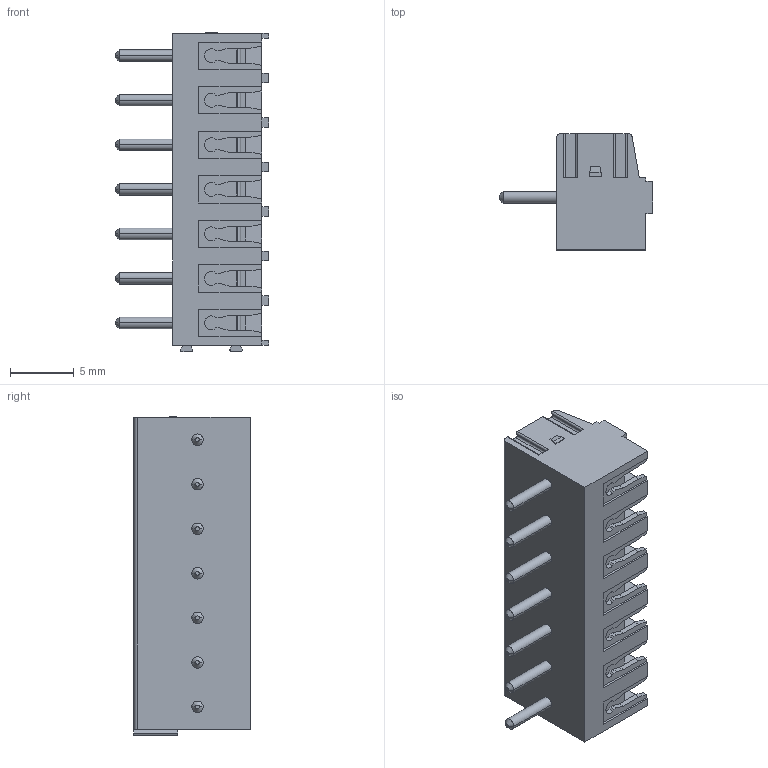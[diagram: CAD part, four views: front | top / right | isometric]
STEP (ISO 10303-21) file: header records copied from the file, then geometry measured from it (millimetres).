
FILE_DESCRIPTION((''),'2;1');
FILE_NAME('TL012R','2024-09-25T',('yanfa'),(''),'PRO/ENGINEER BY PARAMETRIC TECHNOLOGY CORPORATION, 2009280','PRO/ENGINEER BY PARAMETRIC TECHNOLOGY CORPORATION, 2009280','');
FILE_SCHEMA(('AUTOMOTIVE_DESIGN_CC2 { 1 2 10303 214 -1 1 5 2 }'));
Length unit declared in the file: millimetre
Products named in the file (1): TL012R
Bounding box: 12.05 x 9.15 x 25.08 mm (x, y, z)
Volume: 1177.9 mm3; surface area: 2499.4 mm2
Topology: 1 solids, 1 shells, 660 faces, 1775 edges, 1146 vertices
Faces by surface type: plane 457, cylinder 133, cone 42, torus 14, extrusion 14
Entity records: 20637 total; most frequent: CARTESIAN_POINT 3883, ORIENTED_EDGE 3550, DIRECTION 3375, EDGE_CURVE 1775, VECTOR 1411, LINE 1397, VERTEX_POINT 1146, AXIS2_PLACEMENT_3D 982
